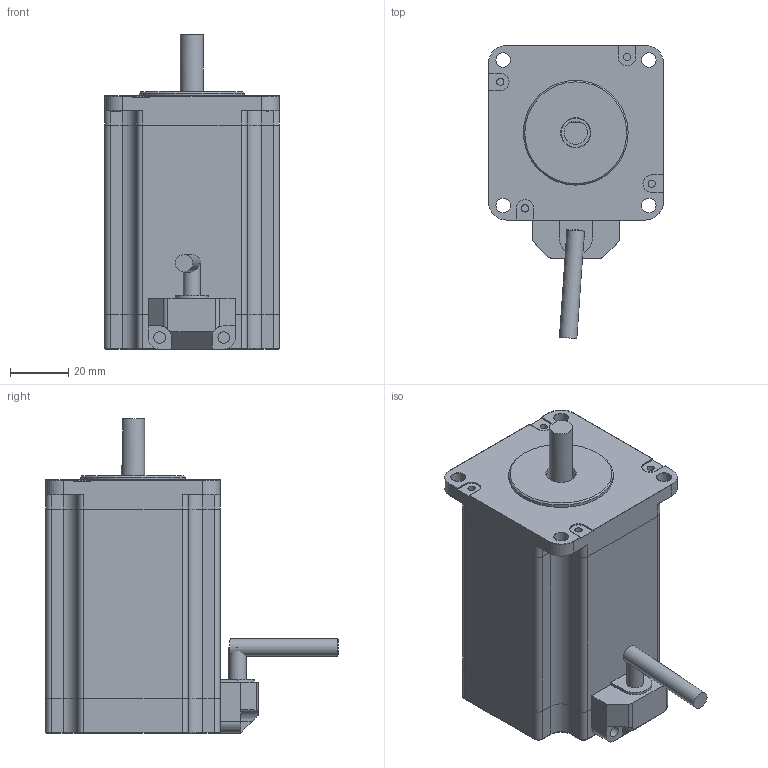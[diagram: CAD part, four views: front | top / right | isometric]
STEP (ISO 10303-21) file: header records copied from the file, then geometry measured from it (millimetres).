
FILE_DESCRIPTION(/* description */ (''),/* implementation_level */ '2;1');
FILE_NAME(/* name */ 'MP3-60H088-F36.step',/* time_stamp */ '2022-01-18T12:33:03+08:00',/* author */ (''),/* organization */ (''),/* preprocessor_version */ 'ST-DEVELOPER v16',/* originating_system */ 'SIEMENS PLM Software NX 10.0',/* authorisation */ '');
FILE_SCHEMA (('AUTOMOTIVE_DESIGN { 1 0 10303 214 3 1 1 1 }'));
Length unit declared in the file: millimetre
Products named in the file (1): MP3-60H088-F36
Bounding box: 60 x 100.62 x 108 mm (x, y, z)
Volume: 282320.8 mm3; surface area: 53218.6 mm2
Topology: 9 solids, 9 shells, 234 faces, 595 edges, 388 vertices
Faces by surface type: plane 119, cylinder 101, torus 12, cone 2
Full cylindrical faces by diameter (mm): 2.5 x8, 3 x1, 4 x4, 5 x8, 6 x2, 8 x2, 10 x4, 36 x1
Entity records: 7024 total; most frequent: CARTESIAN_POINT 1252, DIRECTION 1233, ORIENTED_EDGE 1102, EDGE_CURVE 551, AXIS2_PLACEMENT_3D 453, VERTEX_POINT 376, LINE 327, VECTOR 327
